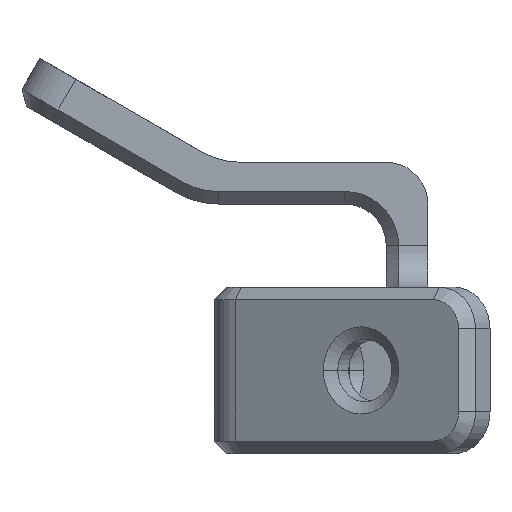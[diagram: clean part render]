
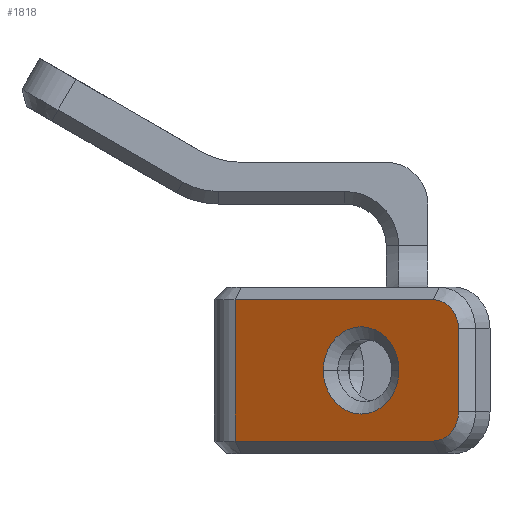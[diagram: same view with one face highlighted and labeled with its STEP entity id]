
A CAD part, left-side view. The second image highlights one B-rep face of the part: STEP entity #1818.
In plain terms, the highlighted planar face has unit normal (-0.866, 0.5, 0).
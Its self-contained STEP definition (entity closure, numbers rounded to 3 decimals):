
#7 = VECTOR ( 'NONE', #1067, 1000. ) ;
#45 = DIRECTION ( 'NONE',  ( -0.866, 0.5, 0. ) ) ;
#71 = VERTEX_POINT ( 'NONE', #1469 ) ;
#72 = EDGE_CURVE ( 'NONE', #1330, #71, #1972, .T. ) ;
#88 = VERTEX_POINT ( 'NONE', #578 ) ;
#143 = ORIENTED_EDGE ( 'NONE', *, *, #1999, .T. ) ;
#170 = DIRECTION ( 'NONE',  ( 0., 0., -1. ) ) ;
#175 = EDGE_CURVE ( 'NONE', #1980, #1330, #2262, .T. ) ;
#299 = VECTOR ( 'NONE', #888, 1000. ) ;
#325 = EDGE_LOOP ( 'NONE', ( #1610, #1966, #2242, #1158, #1743, #143 ) ) ;
#332 = CARTESIAN_POINT ( 'NONE',  ( -138.169, -7.354, 10. ) ) ;
#335 = CIRCLE ( 'NONE', #1252, 10.5 ) ;
#408 = CIRCLE ( 'NONE', #1784, 7. ) ;
#491 = LINE ( 'NONE', #724, #1126 ) ;
#497 = AXIS2_PLACEMENT_3D ( 'NONE', #2069, #45, #2036 ) ;
#534 = DIRECTION ( 'NONE',  ( -0.5, -0.866, 0. ) ) ;
#578 = CARTESIAN_POINT ( 'NONE',  ( -134.669, -1.292, 17. ) ) ;
#685 = LINE ( 'NONE', #1253, #299 ) ;
#698 = CARTESIAN_POINT ( 'NONE',  ( -107.169, 46.34, 17. ) ) ;
#724 = CARTESIAN_POINT ( 'NONE',  ( -107.169, 46.34, -20. ) ) ;
#760 = DIRECTION ( 'NONE',  ( -0.5, -0.866, 0. ) ) ;
#761 = CARTESIAN_POINT ( 'NONE',  ( -138.169, -7.354, -10. ) ) ;
#780 = DIRECTION ( 'NONE',  ( -0.5, -0.866, 0. ) ) ;
#781 = DIRECTION ( 'NONE',  ( -0.866, 0.5, 0. ) ) ;
#803 = CARTESIAN_POINT ( 'NONE',  ( -107.169, 46.34, 17. ) ) ;
#880 = FACE_BOUND ( 'NONE', #2198, .T. ) ;
#888 = DIRECTION ( 'NONE',  ( -0.5, -0.866, 0. ) ) ;
#900 = CARTESIAN_POINT ( 'NONE',  ( -100.442, 57.99, 0. ) ) ;
#933 = VERTEX_POINT ( 'NONE', #1515 ) ;
#988 = EDGE_CURVE ( 'NONE', #71, #88, #408, .T. ) ;
#1067 = DIRECTION ( 'NONE',  ( 0., 0., 1. ) ) ;
#1120 = CARTESIAN_POINT ( 'NONE',  ( -124.669, 16.029, 0. ) ) ;
#1126 = VECTOR ( 'NONE', #170, 1000. ) ;
#1158 = ORIENTED_EDGE ( 'NONE', *, *, #72, .T. ) ;
#1234 = VERTEX_POINT ( 'NONE', #1444 ) ;
#1252 = AXIS2_PLACEMENT_3D ( 'NONE', #2045, #1484, #780 ) ;
#1253 = CARTESIAN_POINT ( 'NONE',  ( -134.669, -1.292, -17. ) ) ;
#1255 = VERTEX_POINT ( 'NONE', #698 ) ;
#1330 = VERTEX_POINT ( 'NONE', #761 ) ;
#1363 = CIRCLE ( 'NONE', #2294, 10.5 ) ;
#1444 = CARTESIAN_POINT ( 'NONE',  ( -129.919, 6.936, 0. ) ) ;
#1469 = CARTESIAN_POINT ( 'NONE',  ( -138.169, -7.354, 10. ) ) ;
#1484 = DIRECTION ( 'NONE',  ( 0.866, -0.5, 0. ) ) ;
#1496 = DIRECTION ( 'NONE',  ( 0.866, -0.5, 0. ) ) ;
#1499 = EDGE_CURVE ( 'NONE', #1813, #1234, #1363, .T. ) ;
#1506 = EDGE_CURVE ( 'NONE', #1234, #1813, #335, .T. ) ;
#1515 = CARTESIAN_POINT ( 'NONE',  ( -107.169, 46.34, -17. ) ) ;
#1558 = LINE ( 'NONE', #803, #1592 ) ;
#1592 = VECTOR ( 'NONE', #1884, 1000. ) ;
#1610 = ORIENTED_EDGE ( 'NONE', *, *, #2316, .T. ) ;
#1632 = CARTESIAN_POINT ( 'NONE',  ( -134.669, -1.292, -17. ) ) ;
#1655 = ORIENTED_EDGE ( 'NONE', *, *, #1506, .T. ) ;
#1708 = CARTESIAN_POINT ( 'NONE',  ( -134.669, -1.292, 10. ) ) ;
#1743 = ORIENTED_EDGE ( 'NONE', *, *, #988, .T. ) ;
#1751 = ORIENTED_EDGE ( 'NONE', *, *, #1499, .T. ) ;
#1770 = EDGE_CURVE ( 'NONE', #933, #1980, #685, .T. ) ;
#1784 = AXIS2_PLACEMENT_3D ( 'NONE', #1708, #781, #2038 ) ;
#1789 = FACE_OUTER_BOUND ( 'NONE', #325, .T. ) ;
#1799 = CARTESIAN_POINT ( 'NONE',  ( -119.419, 25.122, 0. ) ) ;
#1813 = VERTEX_POINT ( 'NONE', #1799 ) ;
#1818 = ADVANCED_FACE ( 'NONE', ( #880, #1789 ), #1970, .T. ) ;
#1884 = DIRECTION ( 'NONE',  ( 0.5, 0.866, 0. ) ) ;
#1966 = ORIENTED_EDGE ( 'NONE', *, *, #1770, .T. ) ;
#1970 = PLANE ( 'NONE',  #2369 ) ;
#1972 = LINE ( 'NONE', #332, #7 ) ;
#1980 = VERTEX_POINT ( 'NONE', #1632 ) ;
#1999 = EDGE_CURVE ( 'NONE', #88, #1255, #1558, .T. ) ;
#2036 = DIRECTION ( 'NONE',  ( -0.5, -0.866, 0. ) ) ;
#2038 = DIRECTION ( 'NONE',  ( -0.5, -0.866, 0. ) ) ;
#2045 = CARTESIAN_POINT ( 'NONE',  ( -124.669, 16.029, 0. ) ) ;
#2069 = CARTESIAN_POINT ( 'NONE',  ( -134.669, -1.292, -10. ) ) ;
#2198 = EDGE_LOOP ( 'NONE', ( #1655, #1751 ) ) ;
#2242 = ORIENTED_EDGE ( 'NONE', *, *, #175, .T. ) ;
#2262 = CIRCLE ( 'NONE', #497, 7. ) ;
#2294 = AXIS2_PLACEMENT_3D ( 'NONE', #1120, #1496, #760 ) ;
#2316 = EDGE_CURVE ( 'NONE', #1255, #933, #491, .T. ) ;
#2359 = DIRECTION ( 'NONE',  ( -0.866, 0.5, 0. ) ) ;
#2369 = AXIS2_PLACEMENT_3D ( 'NONE', #900, #2359, #534 ) ;
